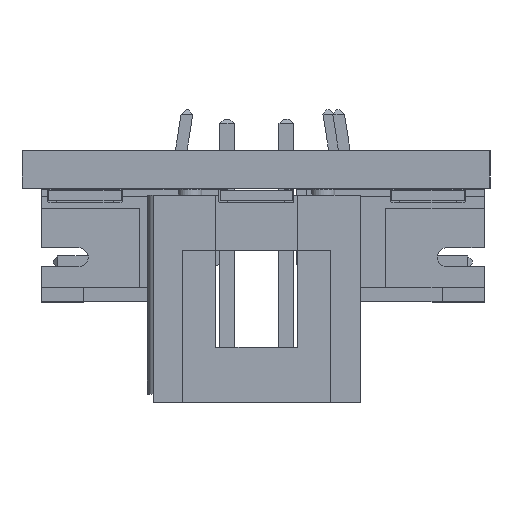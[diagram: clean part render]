
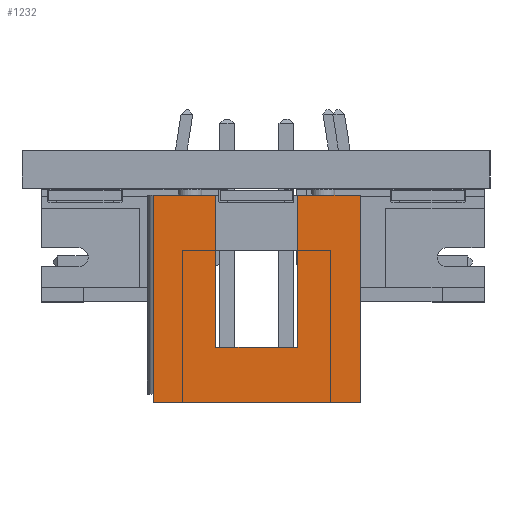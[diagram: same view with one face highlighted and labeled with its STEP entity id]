
A CAD part, left-side view. The second image highlights one B-rep face of the part: STEP entity #1232.
In plain terms, the highlighted face is planar.
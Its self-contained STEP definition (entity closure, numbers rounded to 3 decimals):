
#376 = PLANE('',#377);
#377 = AXIS2_PLACEMENT_3D('',#378,#379,#380);
#378 = CARTESIAN_POINT('',(-3.155,-8.89,4.675));
#379 = DIRECTION('',(-1.,0.,0.));
#380 = DIRECTION('',(0.,0.,-1.));
#401 = VERTEX_POINT('',#402);
#402 = CARTESIAN_POINT('',(-3.155,-22.88,0.25));
#416 = PLANE('',#417);
#417 = AXIS2_PLACEMENT_3D('',#418,#419,#420);
#418 = CARTESIAN_POINT('',(1.308,-8.89,0.25));
#419 = DIRECTION('',(-0.,-0.,-1.));
#420 = DIRECTION('',(-1.,0.,0.));
#428 = EDGE_CURVE('',#401,#429,#431,.T.);
#429 = VERTEX_POINT('',#430);
#430 = CARTESIAN_POINT('',(-3.155,-22.88,9.1));
#431 = SURFACE_CURVE('',#432,(#436,#443),.PCURVE_S1.);
#432 = LINE('',#433,#434);
#433 = CARTESIAN_POINT('',(-3.155,-22.88,2.6));
#434 = VECTOR('',#435,1.);
#435 = DIRECTION('',(0.,0.,1.));
#436 = PCURVE('',#376,#437);
#437 = DEFINITIONAL_REPRESENTATION('',(#438),#442);
#438 = LINE('',#439,#440);
#439 = CARTESIAN_POINT('',(2.075,13.99));
#440 = VECTOR('',#441,1.);
#441 = DIRECTION('',(-1.,0.));
#442 = ( GEOMETRIC_REPRESENTATION_CONTEXT(2) 
PARAMETRIC_REPRESENTATION_CONTEXT() REPRESENTATION_CONTEXT('2D SPACE',''
  ) );
#443 = PCURVE('',#444,#449);
#444 = PLANE('',#445);
#445 = AXIS2_PLACEMENT_3D('',#446,#447,#448);
#446 = CARTESIAN_POINT('',(1.27,-22.88,4.675));
#447 = DIRECTION('',(-0.,-1.,0.));
#448 = DIRECTION('',(0.,0.,-1.));
#449 = DEFINITIONAL_REPRESENTATION('',(#450),#454);
#450 = LINE('',#451,#452);
#451 = CARTESIAN_POINT('',(2.075,-4.425));
#452 = VECTOR('',#453,1.);
#453 = DIRECTION('',(-1.,0.));
#454 = ( GEOMETRIC_REPRESENTATION_CONTEXT(2) 
PARAMETRIC_REPRESENTATION_CONTEXT() REPRESENTATION_CONTEXT('2D SPACE',''
  ) );
#472 = PLANE('',#473);
#473 = AXIS2_PLACEMENT_3D('',#474,#475,#476);
#474 = CARTESIAN_POINT('',(1.27,-8.89,9.1));
#475 = DIRECTION('',(0.,0.,1.));
#476 = DIRECTION('',(1.,0.,-0.));
#610 = PLANE('',#611);
#611 = AXIS2_PLACEMENT_3D('',#612,#613,#614);
#612 = CARTESIAN_POINT('',(5.695,-8.89,4.675));
#613 = DIRECTION('',(1.,0.,0.));
#614 = DIRECTION('',(0.,0.,1.));
#776 = EDGE_CURVE('',#429,#777,#779,.T.);
#777 = VERTEX_POINT('',#778);
#778 = CARTESIAN_POINT('',(5.695,-22.88,9.1));
#779 = SURFACE_CURVE('',#780,(#784,#791),.PCURVE_S1.);
#780 = LINE('',#781,#782);
#781 = CARTESIAN_POINT('',(-3.155,-22.88,9.1));
#782 = VECTOR('',#783,1.);
#783 = DIRECTION('',(1.,0.,0.));
#784 = PCURVE('',#472,#785);
#785 = DEFINITIONAL_REPRESENTATION('',(#786),#790);
#786 = LINE('',#787,#788);
#787 = CARTESIAN_POINT('',(-4.425,-13.99));
#788 = VECTOR('',#789,1.);
#789 = DIRECTION('',(1.,0.));
#790 = ( GEOMETRIC_REPRESENTATION_CONTEXT(2) 
PARAMETRIC_REPRESENTATION_CONTEXT() REPRESENTATION_CONTEXT('2D SPACE',''
  ) );
#791 = PCURVE('',#444,#792);
#792 = DEFINITIONAL_REPRESENTATION('',(#793),#797);
#793 = LINE('',#794,#795);
#794 = CARTESIAN_POINT('',(-4.425,-4.425));
#795 = VECTOR('',#796,1.);
#796 = DIRECTION('',(0.,1.));
#797 = ( GEOMETRIC_REPRESENTATION_CONTEXT(2) 
PARAMETRIC_REPRESENTATION_CONTEXT() REPRESENTATION_CONTEXT('2D SPACE',''
  ) );
#1232 = ADVANCED_FACE('',(#1233),#444,.T.);
#1233 = FACE_BOUND('',#1234,.T.);
#1234 = EDGE_LOOP('',(#1235,#1236,#1259,#1287,#1315,#1343,#1366,#1387));
#1235 = ORIENTED_EDGE('',*,*,#428,.F.);
#1236 = ORIENTED_EDGE('',*,*,#1237,.T.);
#1237 = EDGE_CURVE('',#401,#1238,#1240,.T.);
#1238 = VERTEX_POINT('',#1239);
#1239 = CARTESIAN_POINT('',(-0.48,-22.88,0.25));
#1240 = SURFACE_CURVE('',#1241,(#1245,#1252),.PCURVE_S1.);
#1241 = LINE('',#1242,#1243);
#1242 = CARTESIAN_POINT('',(-3.155,-22.88,0.25));
#1243 = VECTOR('',#1244,1.);
#1244 = DIRECTION('',(1.,0.,0.));
#1245 = PCURVE('',#444,#1246);
#1246 = DEFINITIONAL_REPRESENTATION('',(#1247),#1251);
#1247 = LINE('',#1248,#1249);
#1248 = CARTESIAN_POINT('',(4.425,-4.425));
#1249 = VECTOR('',#1250,1.);
#1250 = DIRECTION('',(0.,1.));
#1251 = ( GEOMETRIC_REPRESENTATION_CONTEXT(2) 
PARAMETRIC_REPRESENTATION_CONTEXT() REPRESENTATION_CONTEXT('2D SPACE',''
  ) );
#1252 = PCURVE('',#416,#1253);
#1253 = DEFINITIONAL_REPRESENTATION('',(#1254),#1258);
#1254 = LINE('',#1255,#1256);
#1255 = CARTESIAN_POINT('',(4.463,-13.99));
#1256 = VECTOR('',#1257,1.);
#1257 = DIRECTION('',(-1.,0.));
#1258 = ( GEOMETRIC_REPRESENTATION_CONTEXT(2) 
PARAMETRIC_REPRESENTATION_CONTEXT() REPRESENTATION_CONTEXT('2D SPACE',''
  ) );
#1259 = ORIENTED_EDGE('',*,*,#1260,.T.);
#1260 = EDGE_CURVE('',#1238,#1261,#1263,.T.);
#1261 = VERTEX_POINT('',#1262);
#1262 = CARTESIAN_POINT('',(-0.48,-22.88,6.75));
#1263 = SURFACE_CURVE('',#1264,(#1268,#1275),.PCURVE_S1.);
#1264 = LINE('',#1265,#1266);
#1265 = CARTESIAN_POINT('',(-0.48,-22.88,2.463));
#1266 = VECTOR('',#1267,1.);
#1267 = DIRECTION('',(0.,0.,1.));
#1268 = PCURVE('',#444,#1269);
#1269 = DEFINITIONAL_REPRESENTATION('',(#1270),#1274);
#1270 = LINE('',#1271,#1272);
#1271 = CARTESIAN_POINT('',(2.213,-1.75));
#1272 = VECTOR('',#1273,1.);
#1273 = DIRECTION('',(-1.,0.));
#1274 = ( GEOMETRIC_REPRESENTATION_CONTEXT(2) 
PARAMETRIC_REPRESENTATION_CONTEXT() REPRESENTATION_CONTEXT('2D SPACE',''
  ) );
#1275 = PCURVE('',#1276,#1281);
#1276 = PLANE('',#1277);
#1277 = AXIS2_PLACEMENT_3D('',#1278,#1279,#1280);
#1278 = CARTESIAN_POINT('',(-0.48,-21.63,0.25));
#1279 = DIRECTION('',(1.,0.,0.));
#1280 = DIRECTION('',(0.,-1.,0.));
#1281 = DEFINITIONAL_REPRESENTATION('',(#1282),#1286);
#1282 = LINE('',#1283,#1284);
#1283 = CARTESIAN_POINT('',(1.25,-2.213));
#1284 = VECTOR('',#1285,1.);
#1285 = DIRECTION('',(0.,-1.));
#1286 = ( GEOMETRIC_REPRESENTATION_CONTEXT(2) 
PARAMETRIC_REPRESENTATION_CONTEXT() REPRESENTATION_CONTEXT('2D SPACE',''
  ) );
#1287 = ORIENTED_EDGE('',*,*,#1288,.F.);
#1288 = EDGE_CURVE('',#1289,#1261,#1291,.T.);
#1289 = VERTEX_POINT('',#1290);
#1290 = CARTESIAN_POINT('',(3.02,-22.88,6.75));
#1291 = SURFACE_CURVE('',#1292,(#1296,#1303),.PCURVE_S1.);
#1292 = LINE('',#1293,#1294);
#1293 = CARTESIAN_POINT('',(1.27,-22.88,6.75));
#1294 = VECTOR('',#1295,1.);
#1295 = DIRECTION('',(-1.,0.,0.));
#1296 = PCURVE('',#444,#1297);
#1297 = DEFINITIONAL_REPRESENTATION('',(#1298),#1302);
#1298 = LINE('',#1299,#1300);
#1299 = CARTESIAN_POINT('',(-2.075,0.));
#1300 = VECTOR('',#1301,1.);
#1301 = DIRECTION('',(0.,-1.));
#1302 = ( GEOMETRIC_REPRESENTATION_CONTEXT(2) 
PARAMETRIC_REPRESENTATION_CONTEXT() REPRESENTATION_CONTEXT('2D SPACE',''
  ) );
#1303 = PCURVE('',#1304,#1309);
#1304 = PLANE('',#1305);
#1305 = AXIS2_PLACEMENT_3D('',#1306,#1307,#1308);
#1306 = CARTESIAN_POINT('',(1.27,-22.88,6.75));
#1307 = DIRECTION('',(0.,0.,1.));
#1308 = DIRECTION('',(1.,0.,-0.));
#1309 = DEFINITIONAL_REPRESENTATION('',(#1310),#1314);
#1310 = LINE('',#1311,#1312);
#1311 = CARTESIAN_POINT('',(0.,0.));
#1312 = VECTOR('',#1313,1.);
#1313 = DIRECTION('',(-1.,0.));
#1314 = ( GEOMETRIC_REPRESENTATION_CONTEXT(2) 
PARAMETRIC_REPRESENTATION_CONTEXT() REPRESENTATION_CONTEXT('2D SPACE',''
  ) );
#1315 = ORIENTED_EDGE('',*,*,#1316,.T.);
#1316 = EDGE_CURVE('',#1289,#1317,#1319,.T.);
#1317 = VERTEX_POINT('',#1318);
#1318 = CARTESIAN_POINT('',(3.02,-22.88,0.25));
#1319 = SURFACE_CURVE('',#1320,(#1324,#1331),.PCURVE_S1.);
#1320 = LINE('',#1321,#1322);
#1321 = CARTESIAN_POINT('',(3.02,-22.88,2.463));
#1322 = VECTOR('',#1323,1.);
#1323 = DIRECTION('',(0.,0.,-1.));
#1324 = PCURVE('',#444,#1325);
#1325 = DEFINITIONAL_REPRESENTATION('',(#1326),#1330);
#1326 = LINE('',#1327,#1328);
#1327 = CARTESIAN_POINT('',(2.213,1.75));
#1328 = VECTOR('',#1329,1.);
#1329 = DIRECTION('',(1.,0.));
#1330 = ( GEOMETRIC_REPRESENTATION_CONTEXT(2) 
PARAMETRIC_REPRESENTATION_CONTEXT() REPRESENTATION_CONTEXT('2D SPACE',''
  ) );
#1331 = PCURVE('',#1332,#1337);
#1332 = PLANE('',#1333);
#1333 = AXIS2_PLACEMENT_3D('',#1334,#1335,#1336);
#1334 = CARTESIAN_POINT('',(3.02,-24.13,0.25));
#1335 = DIRECTION('',(-1.,0.,0.));
#1336 = DIRECTION('',(0.,1.,0.));
#1337 = DEFINITIONAL_REPRESENTATION('',(#1338),#1342);
#1338 = LINE('',#1339,#1340);
#1339 = CARTESIAN_POINT('',(1.25,-2.213));
#1340 = VECTOR('',#1341,1.);
#1341 = DIRECTION('',(0.,1.));
#1342 = ( GEOMETRIC_REPRESENTATION_CONTEXT(2) 
PARAMETRIC_REPRESENTATION_CONTEXT() REPRESENTATION_CONTEXT('2D SPACE',''
  ) );
#1343 = ORIENTED_EDGE('',*,*,#1344,.T.);
#1344 = EDGE_CURVE('',#1317,#1345,#1347,.T.);
#1345 = VERTEX_POINT('',#1346);
#1346 = CARTESIAN_POINT('',(5.695,-22.88,0.25));
#1347 = SURFACE_CURVE('',#1348,(#1352,#1359),.PCURVE_S1.);
#1348 = LINE('',#1349,#1350);
#1349 = CARTESIAN_POINT('',(-3.155,-22.88,0.25));
#1350 = VECTOR('',#1351,1.);
#1351 = DIRECTION('',(1.,0.,0.));
#1352 = PCURVE('',#444,#1353);
#1353 = DEFINITIONAL_REPRESENTATION('',(#1354),#1358);
#1354 = LINE('',#1355,#1356);
#1355 = CARTESIAN_POINT('',(4.425,-4.425));
#1356 = VECTOR('',#1357,1.);
#1357 = DIRECTION('',(0.,1.));
#1358 = ( GEOMETRIC_REPRESENTATION_CONTEXT(2) 
PARAMETRIC_REPRESENTATION_CONTEXT() REPRESENTATION_CONTEXT('2D SPACE',''
  ) );
#1359 = PCURVE('',#416,#1360);
#1360 = DEFINITIONAL_REPRESENTATION('',(#1361),#1365);
#1361 = LINE('',#1362,#1363);
#1362 = CARTESIAN_POINT('',(4.463,-13.99));
#1363 = VECTOR('',#1364,1.);
#1364 = DIRECTION('',(-1.,0.));
#1365 = ( GEOMETRIC_REPRESENTATION_CONTEXT(2) 
PARAMETRIC_REPRESENTATION_CONTEXT() REPRESENTATION_CONTEXT('2D SPACE',''
  ) );
#1366 = ORIENTED_EDGE('',*,*,#1367,.T.);
#1367 = EDGE_CURVE('',#1345,#777,#1368,.T.);
#1368 = SURFACE_CURVE('',#1369,(#1373,#1380),.PCURVE_S1.);
#1369 = LINE('',#1370,#1371);
#1370 = CARTESIAN_POINT('',(5.695,-22.88,0.25));
#1371 = VECTOR('',#1372,1.);
#1372 = DIRECTION('',(0.,0.,1.));
#1373 = PCURVE('',#444,#1374);
#1374 = DEFINITIONAL_REPRESENTATION('',(#1375),#1379);
#1375 = LINE('',#1376,#1377);
#1376 = CARTESIAN_POINT('',(4.425,4.425));
#1377 = VECTOR('',#1378,1.);
#1378 = DIRECTION('',(-1.,0.));
#1379 = ( GEOMETRIC_REPRESENTATION_CONTEXT(2) 
PARAMETRIC_REPRESENTATION_CONTEXT() REPRESENTATION_CONTEXT('2D SPACE',''
  ) );
#1380 = PCURVE('',#610,#1381);
#1381 = DEFINITIONAL_REPRESENTATION('',(#1382),#1386);
#1382 = LINE('',#1383,#1384);
#1383 = CARTESIAN_POINT('',(-4.425,13.99));
#1384 = VECTOR('',#1385,1.);
#1385 = DIRECTION('',(1.,0.));
#1386 = ( GEOMETRIC_REPRESENTATION_CONTEXT(2) 
PARAMETRIC_REPRESENTATION_CONTEXT() REPRESENTATION_CONTEXT('2D SPACE',''
  ) );
#1387 = ORIENTED_EDGE('',*,*,#776,.F.);
